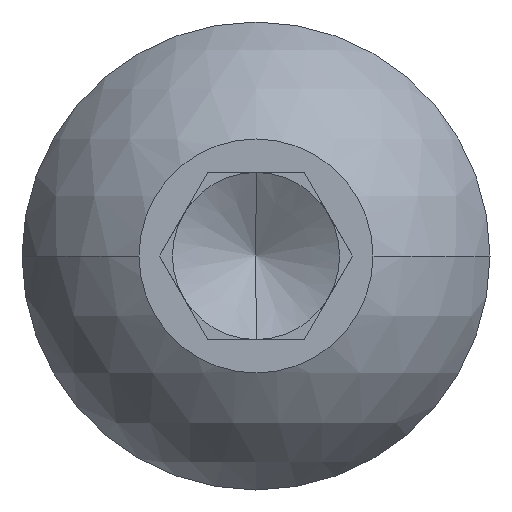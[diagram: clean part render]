
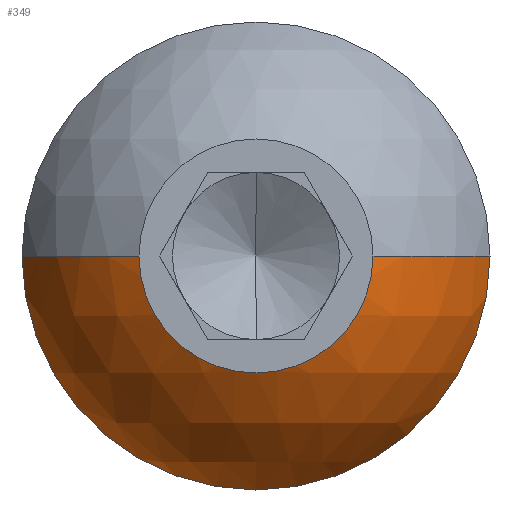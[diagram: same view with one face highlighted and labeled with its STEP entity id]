
A CAD part, left-side view. The second image highlights one B-rep face of the part: STEP entity #349.
In plain terms, the highlighted spherical face has radius 7.454 mm.
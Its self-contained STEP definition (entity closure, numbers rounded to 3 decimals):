
#9 = DIRECTION ( 'NONE',  ( 0., 0., -1. ) ) ;
#163 = AXIS2_PLACEMENT_3D ( 'NONE', #1688, #3668, #1402 ) ;
#176 = EDGE_CURVE ( 'NONE', #2691, #3324, #3963, .T. ) ;
#349 = ADVANCED_FACE ( 'NONE', ( #2410 ), #3625, .T. ) ;
#372 = DIRECTION ( 'NONE',  ( 0., 0., 1. ) ) ;
#393 = CIRCLE ( 'NONE', #2024, 7. ) ;
#485 = DIRECTION ( 'NONE',  ( -1., 0., 0. ) ) ;
#486 = VERTEX_POINT ( 'NONE', #2127 ) ;
#540 = CARTESIAN_POINT ( 'NONE',  ( 4.02, 0., 0. ) ) ;
#828 = ORIENTED_EDGE ( 'NONE', *, *, #176, .T. ) ;
#859 = ORIENTED_EDGE ( 'NONE', *, *, #2584, .F. ) ;
#863 = EDGE_CURVE ( 'NONE', #2086, #3811, #2192, .T. ) ;
#1005 = CIRCLE ( 'NONE', #3394, 3.5 ) ;
#1031 = EDGE_CURVE ( 'NONE', #486, #2691, #1618, .T. ) ;
#1188 = CARTESIAN_POINT ( 'NONE',  ( 4.02, 0., 0. ) ) ;
#1212 = CARTESIAN_POINT ( 'NONE',  ( 0., 3.5, 0. ) ) ;
#1232 = AXIS2_PLACEMENT_3D ( 'NONE', #2860, #9, #3874 ) ;
#1375 = CARTESIAN_POINT ( 'NONE',  ( 4.02, 7., 0. ) ) ;
#1398 = DIRECTION ( 'NONE',  ( 1., 0., 0. ) ) ;
#1402 = DIRECTION ( 'NONE',  ( 0., 1., 0. ) ) ;
#1426 = ORIENTED_EDGE ( 'NONE', *, *, #863, .F. ) ;
#1574 = AXIS2_PLACEMENT_3D ( 'NONE', #4000, #372, #1398 ) ;
#1606 = CARTESIAN_POINT ( 'NONE',  ( 0., 0., 0. ) ) ;
#1618 = CIRCLE ( 'NONE', #3475, 7. ) ;
#1650 = CARTESIAN_POINT ( 'NONE',  ( 4.02, -7., 0. ) ) ;
#1688 = CARTESIAN_POINT ( 'NONE',  ( 6.581, 0., 0. ) ) ;
#1887 = CARTESIAN_POINT ( 'NONE',  ( 0., -3.5, 0. ) ) ;
#2024 = AXIS2_PLACEMENT_3D ( 'NONE', #1188, #2498, #2250 ) ;
#2086 = VERTEX_POINT ( 'NONE', #1375 ) ;
#2127 = CARTESIAN_POINT ( 'NONE',  ( 4.02, 0., -7. ) ) ;
#2192 = CIRCLE ( 'NONE', #1574, 7.454 ) ;
#2250 = DIRECTION ( 'NONE',  ( 0., 0., 1. ) ) ;
#2410 = FACE_OUTER_BOUND ( 'NONE', #4056, .T. ) ;
#2498 = DIRECTION ( 'NONE',  ( -1., 0., 0. ) ) ;
#2584 = EDGE_CURVE ( 'NONE', #3811, #3324, #1005, .T. ) ;
#2592 = ORIENTED_EDGE ( 'NONE', *, *, #1031, .T. ) ;
#2691 = VERTEX_POINT ( 'NONE', #1650 ) ;
#2713 = ORIENTED_EDGE ( 'NONE', *, *, #3764, .T. ) ;
#2860 = CARTESIAN_POINT ( 'NONE',  ( 6.581, 0., 0. ) ) ;
#3154 = DIRECTION ( 'NONE',  ( 0., 0., 1. ) ) ;
#3324 = VERTEX_POINT ( 'NONE', #1887 ) ;
#3394 = AXIS2_PLACEMENT_3D ( 'NONE', #1606, #3941, #3899 ) ;
#3475 = AXIS2_PLACEMENT_3D ( 'NONE', #540, #485, #3154 ) ;
#3625 = SPHERICAL_SURFACE ( 'NONE', #163, 7.454 ) ;
#3668 = DIRECTION ( 'NONE',  ( 0., 0., -1. ) ) ;
#3764 = EDGE_CURVE ( 'NONE', #2086, #486, #393, .T. ) ;
#3811 = VERTEX_POINT ( 'NONE', #1212 ) ;
#3874 = DIRECTION ( 'NONE',  ( 0., 1., 0. ) ) ;
#3899 = DIRECTION ( 'NONE',  ( 0., 0., 1. ) ) ;
#3941 = DIRECTION ( 'NONE',  ( -1., 0., 0. ) ) ;
#3963 = CIRCLE ( 'NONE', #1232, 7.454 ) ;
#4000 = CARTESIAN_POINT ( 'NONE',  ( 6.581, 0., 0. ) ) ;
#4056 = EDGE_LOOP ( 'NONE', ( #2713, #2592, #828, #859, #1426 ) ) ;
